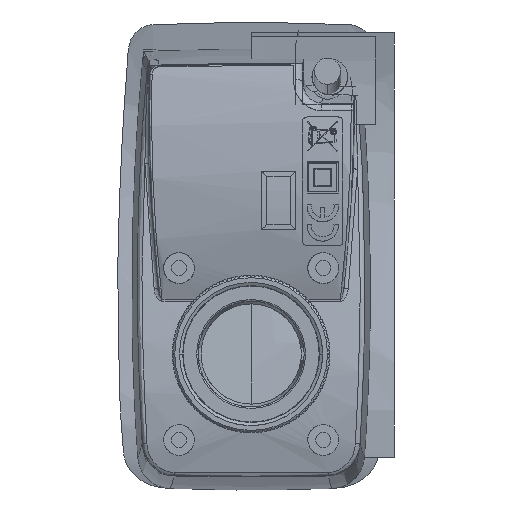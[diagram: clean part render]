
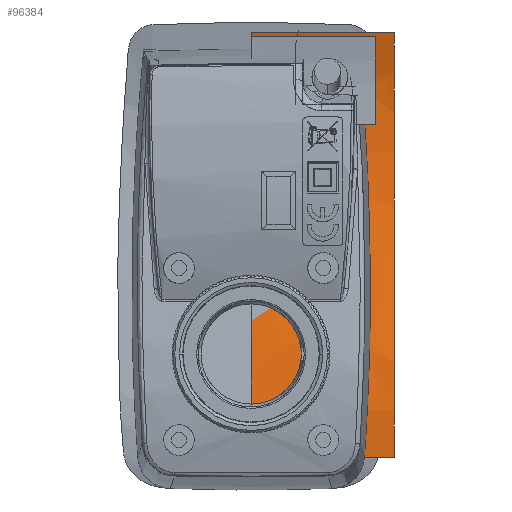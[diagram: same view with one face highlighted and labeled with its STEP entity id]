
A CAD part, front view. The second image highlights one B-rep face of the part: STEP entity #96384.
In plain terms, the highlighted face is a extrusion surface.
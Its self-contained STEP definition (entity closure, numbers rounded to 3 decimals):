
#96296=CARTESIAN_POINT('',(0.,31.175,67.322));
#96297=CARTESIAN_POINT('',(0.,31.855,65.311));
#96298=CARTESIAN_POINT('',(0.,32.559,62.801));
#96299=CARTESIAN_POINT('',(0.,33.288,59.319));
#96300=CARTESIAN_POINT('',(0.,33.892,55.776));
#96301=CARTESIAN_POINT('',(0.,34.287,51.382));
#96302=CARTESIAN_POINT('',(0.,34.309,46.469));
#96303=CARTESIAN_POINT('',(0.,34.046,42.071));
#96304=CARTESIAN_POINT('',(0.,33.45,37.171));
#96305=CARTESIAN_POINT('',(0.,32.171,29.953));
#96306=CARTESIAN_POINT('',(0.,30.012,21.085));
#96307=CARTESIAN_POINT('',(0.,27.408,11.232));
#96308=CARTESIAN_POINT('',(0.,25.418,2.746));
#96309=CARTESIAN_POINT('',(0.,24.156,-4.368));
#96310=CARTESIAN_POINT('',(0.,23.491,-10.46));
#96311=CARTESIAN_POINT('',(0.,23.302,-16.028));
#96312=CARTESIAN_POINT('',(0.,23.513,-19.721));
#96313=CARTESIAN_POINT('',(0.,23.733,-21.607));
#96314=CARTESIAN_POINT('',(0.,23.742,-21.686));
#96316=DIRECTION('',(1.,0.,0.));
#96317=VECTOR('',#96316,30.);
#96318=CARTESIAN_POINT('',(0.,23.742,-21.686));
#96319=LINE('',#96318,#96317);
#96320=CARTESIAN_POINT('',(30.,23.742,-21.686));
#96321=CARTESIAN_POINT('',(30.,23.733,-21.607));
#96322=CARTESIAN_POINT('',(30.,23.513,-19.721));
#96323=CARTESIAN_POINT('',(30.,23.302,-16.028));
#96324=CARTESIAN_POINT('',(30.,23.491,-10.46));
#96325=CARTESIAN_POINT('',(30.,24.156,-4.368));
#96326=CARTESIAN_POINT('',(30.,25.418,2.746));
#96327=CARTESIAN_POINT('',(30.,27.408,11.232));
#96328=CARTESIAN_POINT('',(30.,30.012,21.085));
#96329=CARTESIAN_POINT('',(30.,32.171,29.953));
#96330=CARTESIAN_POINT('',(30.,33.45,37.171));
#96331=CARTESIAN_POINT('',(30.,34.046,42.071));
#96332=CARTESIAN_POINT('',(30.,34.309,46.469));
#96333=CARTESIAN_POINT('',(30.,34.287,51.382));
#96334=CARTESIAN_POINT('',(30.,33.892,55.776));
#96335=CARTESIAN_POINT('',(30.,33.288,59.319));
#96336=CARTESIAN_POINT('',(30.,32.559,62.801));
#96337=CARTESIAN_POINT('',(30.,31.855,65.311));
#96338=CARTESIAN_POINT('',(30.,31.175,67.322));
#96340=DIRECTION('',(-1.,0.,0.));
#96341=VECTOR('',#96340,30.);
#96342=CARTESIAN_POINT('',(30.,31.175,67.322));
#96343=LINE('',#96342,#96341);
#96344=VERTEX_POINT('',#96296);
#96345=VERTEX_POINT('',#96314);
#96346=CARTESIAN_POINT('',(30.,23.742,-21.686));
#96347=VERTEX_POINT('',#96346);
#96348=VERTEX_POINT('',#96338);
#96349=CARTESIAN_POINT('',(0.,23.857,-22.583));
#96350=CARTESIAN_POINT('',(0.,23.816,-22.285));
#96351=CARTESIAN_POINT('',(0.,23.767,-21.906));
#96352=CARTESIAN_POINT('',(0.,23.513,-19.721));
#96353=CARTESIAN_POINT('',(0.,23.302,-16.028));
#96354=CARTESIAN_POINT('',(0.,23.491,-10.46));
#96355=CARTESIAN_POINT('',(0.,24.156,-4.368));
#96356=CARTESIAN_POINT('',(0.,25.418,2.746));
#96357=CARTESIAN_POINT('',(0.,27.408,11.232));
#96358=CARTESIAN_POINT('',(0.,30.012,21.085));
#96359=CARTESIAN_POINT('',(0.,32.171,29.953));
#96360=CARTESIAN_POINT('',(0.,33.45,37.171));
#96361=CARTESIAN_POINT('',(0.,34.046,42.071));
#96362=CARTESIAN_POINT('',(0.,34.309,46.469));
#96363=CARTESIAN_POINT('',(0.,34.287,51.382));
#96364=CARTESIAN_POINT('',(0.,33.892,55.776));
#96365=CARTESIAN_POINT('',(0.,33.288,59.319));
#96366=CARTESIAN_POINT('',(0.,32.559,62.801));
#96367=CARTESIAN_POINT('',(0.,31.773,65.602));
#96368=CARTESIAN_POINT('',(0.,30.98,67.892));
#96369=CARTESIAN_POINT('',(0.,30.879,68.176));
#96371=DIRECTION('',(1.,0.,0.));
#96372=VECTOR('',#96371,1.);
#96373=SURFACE_OF_LINEAR_EXTRUSION('',#96370,#96372);
#96375=ORIENTED_EDGE('',*,*,#96374,.T.);
#96377=ORIENTED_EDGE('',*,*,#96376,.T.);
#96379=ORIENTED_EDGE('',*,*,#96378,.T.);
#96381=ORIENTED_EDGE('',*,*,#96380,.T.);
#96382=EDGE_LOOP('',(#96375,#96377,#96379,#96381));
#96383=FACE_OUTER_BOUND('',#96382,.F.);
#96384=ADVANCED_FACE('',(#96383),#96373,.T.);
#96315=B_SPLINE_CURVE_WITH_KNOTS('',3,(#96296,#96297,#96298,#96299,#96300,
#96301,#96302,#96303,#96304,#96305,#96306,#96307,#96308,#96309,#96310,#96311,
#96312,#96313,#96314),.UNSPECIFIED.,.F.,.F.,(4,1,1,1,1,1,1,1,1,1,1,1,1,1,1,1,4),
(0.,0.07,0.086,0.118,0.19,
0.232,0.281,0.336,0.396,
0.524,0.638,0.734,0.813,
0.878,0.937,0.997,1.),.UNSPECIFIED.);
#96339=B_SPLINE_CURVE_WITH_KNOTS('',3,(#96320,#96321,#96322,#96323,#96324,
#96325,#96326,#96327,#96328,#96329,#96330,#96331,#96332,#96333,#96334,#96335,
#96336,#96337,#96338),.UNSPECIFIED.,.F.,.F.,(4,1,1,1,1,1,1,1,1,1,1,1,1,1,1,1,4),
(0.,0.003,0.063,0.122,0.187,
0.266,0.362,0.476,0.604,
0.664,0.719,0.768,0.81,
0.882,0.914,0.93,1.),.UNSPECIFIED.);
#96370=B_SPLINE_CURVE_WITH_KNOTS('',3,(#96349,#96350,#96351,#96352,#96353,
#96354,#96355,#96356,#96357,#96358,#96359,#96360,#96361,#96362,#96363,#96364,
#96365,#96366,#96367,#96368,#96369),.UNSPECIFIED.,.F.,.F.,(4,1,1,1,1,1,1,1,1,1,
1,1,1,1,1,1,1,1,4),(0.,0.01,0.012,0.072,
0.13,0.193,0.271,0.365,
0.477,0.602,0.661,0.715,
0.762,0.804,0.875,0.906,
0.921,0.99,1.),.UNSPECIFIED.);
#96374=EDGE_CURVE('',#96344,#96345,#96315,.T.);
#96376=EDGE_CURVE('',#96345,#96347,#96319,.T.);
#96378=EDGE_CURVE('',#96347,#96348,#96339,.T.);
#96380=EDGE_CURVE('',#96348,#96344,#96343,.T.);
